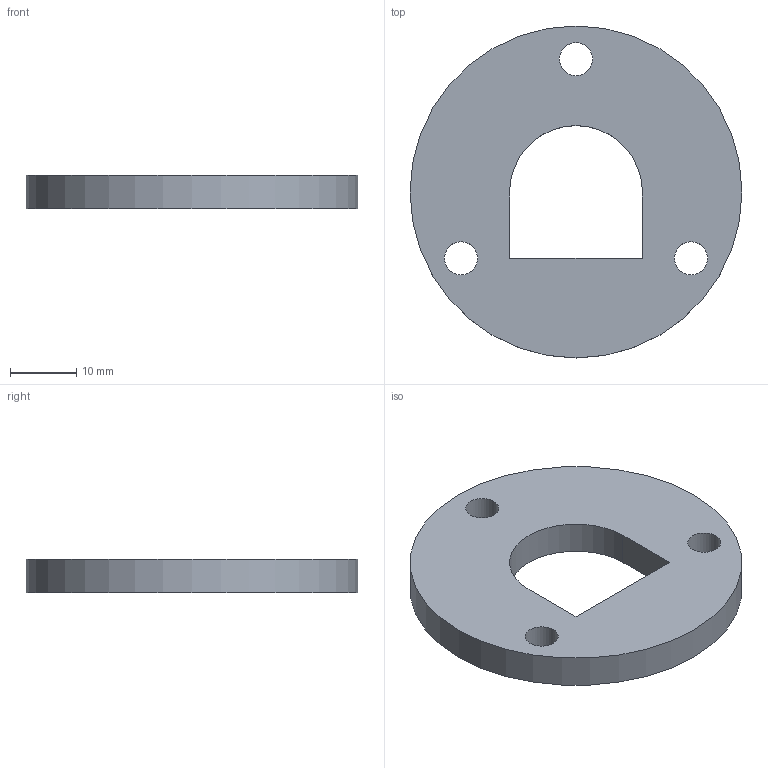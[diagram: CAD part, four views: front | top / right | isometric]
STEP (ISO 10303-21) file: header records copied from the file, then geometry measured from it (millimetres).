
FILE_DESCRIPTION( ('This file contains a STEP AP42 implementation' ,'as created by ZW3D STEP Interface translator.' ,'') ,'2;1' );
FILE_NAME( '絮標え.ipt.stp' ,'251027.114723', (''), ('ZWCAD Software Co.'), 'Version 1.0', 'ZW3D to STEP translator', '' );
FILE_SCHEMA(('AUTOMOTIVE_DESIGN { 1 0 10303 214 1 1 1 1 }'));
Length unit declared in the file: millimetre
Products named in the file (1): 0
Bounding box: 50 x 50 x 5 mm (x, y, z)
Volume: 7737.6 mm3; surface area: 4473.1 mm2
Topology: 1 solids, 1 shells, 10 faces, 32 edges, 24 vertices
Faces by surface type: cylinder 5, plane 5
Full cylindrical faces by diameter (mm): 5 x3, 50 x1
Entity records: 424 total; most frequent: DIRECTION 72, CARTESIAN_POINT 67, ORIENTED_EDGE 64, EDGE_CURVE 32, AXIS2_PLACEMENT_3D 29, VERTEX_POINT 24, CIRCLE 18, EDGE_LOOP 18
